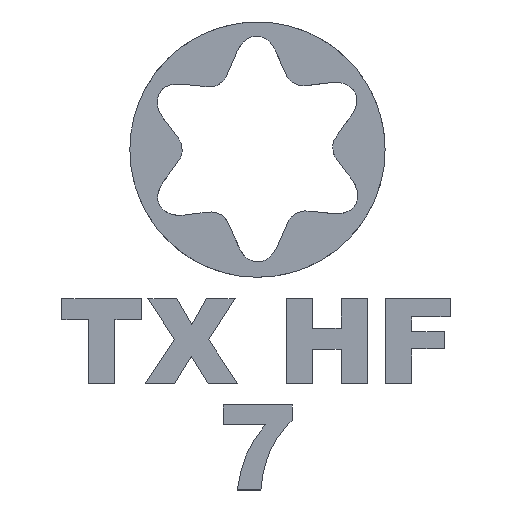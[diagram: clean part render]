
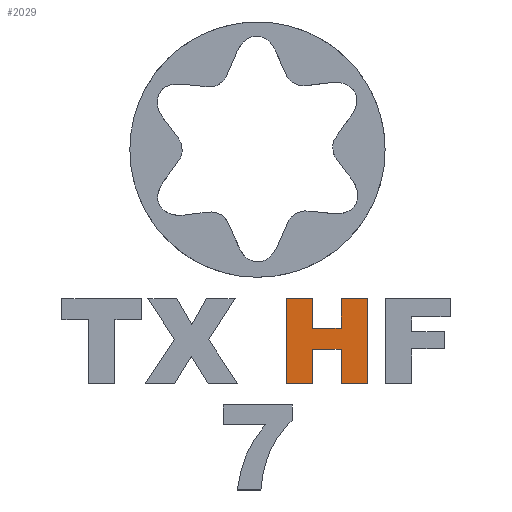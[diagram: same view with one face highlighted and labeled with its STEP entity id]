
A CAD part, top view. The second image highlights one B-rep face of the part: STEP entity #2029.
In plain terms, the highlighted planar face has unit normal (0, 0, 1).
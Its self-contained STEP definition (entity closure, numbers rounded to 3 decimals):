
#91=PLANE('',#2113);
#201=FACE_OUTER_BOUND('',#313,.T.);
#313=EDGE_LOOP('',(#1799,#1800,#1801,#1802,#1803,#1804,#1805,#1806,#1807,
#1808,#1809,#1810));
#461=LINE('',#3526,#665);
#465=LINE('',#3534,#669);
#468=LINE('',#3540,#672);
#471=LINE('',#3546,#675);
#474=LINE('',#3552,#678);
#477=LINE('',#3558,#681);
#480=LINE('',#3564,#684);
#483=LINE('',#3570,#687);
#486=LINE('',#3576,#690);
#489=LINE('',#3582,#693);
#492=LINE('',#3588,#696);
#495=LINE('',#3593,#699);
#665=VECTOR('',#2339,10.);
#669=VECTOR('',#2345,10.);
#672=VECTOR('',#2350,10.);
#675=VECTOR('',#2355,10.);
#678=VECTOR('',#2360,10.);
#681=VECTOR('',#2365,10.);
#684=VECTOR('',#2370,10.);
#687=VECTOR('',#2375,10.);
#690=VECTOR('',#2380,10.);
#693=VECTOR('',#2385,10.);
#696=VECTOR('',#2390,10.);
#699=VECTOR('',#2395,10.);
#965=VERTEX_POINT('',#3524);
#966=VERTEX_POINT('',#3525);
#969=VERTEX_POINT('',#3533);
#971=VERTEX_POINT('',#3539);
#973=VERTEX_POINT('',#3545);
#975=VERTEX_POINT('',#3551);
#977=VERTEX_POINT('',#3557);
#979=VERTEX_POINT('',#3563);
#981=VERTEX_POINT('',#3569);
#983=VERTEX_POINT('',#3575);
#985=VERTEX_POINT('',#3581);
#987=VERTEX_POINT('',#3587);
#1235=EDGE_CURVE('',#965,#966,#461,.T.);
#1239=EDGE_CURVE('',#969,#965,#465,.T.);
#1242=EDGE_CURVE('',#971,#969,#468,.T.);
#1245=EDGE_CURVE('',#973,#971,#471,.T.);
#1248=EDGE_CURVE('',#975,#973,#474,.T.);
#1251=EDGE_CURVE('',#977,#975,#477,.T.);
#1254=EDGE_CURVE('',#979,#977,#480,.T.);
#1257=EDGE_CURVE('',#981,#979,#483,.T.);
#1260=EDGE_CURVE('',#983,#981,#486,.T.);
#1263=EDGE_CURVE('',#985,#983,#489,.T.);
#1266=EDGE_CURVE('',#987,#985,#492,.T.);
#1269=EDGE_CURVE('',#966,#987,#495,.T.);
#1799=ORIENTED_EDGE('',*,*,#1269,.F.);
#1800=ORIENTED_EDGE('',*,*,#1235,.F.);
#1801=ORIENTED_EDGE('',*,*,#1239,.F.);
#1802=ORIENTED_EDGE('',*,*,#1242,.F.);
#1803=ORIENTED_EDGE('',*,*,#1245,.F.);
#1804=ORIENTED_EDGE('',*,*,#1248,.F.);
#1805=ORIENTED_EDGE('',*,*,#1251,.F.);
#1806=ORIENTED_EDGE('',*,*,#1254,.F.);
#1807=ORIENTED_EDGE('',*,*,#1257,.F.);
#1808=ORIENTED_EDGE('',*,*,#1260,.F.);
#1809=ORIENTED_EDGE('',*,*,#1263,.F.);
#1810=ORIENTED_EDGE('',*,*,#1266,.F.);
#2029=ADVANCED_FACE('',(#201),#91,.T.);
#2113=AXIS2_PLACEMENT_3D('',#3595,#2397,#2398);
#2339=DIRECTION('',(-1.,0.,0.));
#2345=DIRECTION('',(0.,-1.,0.));
#2350=DIRECTION('',(-1.,0.,0.));
#2355=DIRECTION('',(0.,1.,0.));
#2360=DIRECTION('',(-1.,0.,0.));
#2365=DIRECTION('',(0.,-1.,0.));
#2370=DIRECTION('',(1.,0.,0.));
#2375=DIRECTION('',(0.,1.,0.));
#2380=DIRECTION('',(1.,0.,0.));
#2385=DIRECTION('',(0.,-1.,0.));
#2390=DIRECTION('',(1.,0.,0.));
#2395=DIRECTION('',(0.,1.,0.));
#2397=DIRECTION('center_axis',(0.,0.,
1.));
#2398=DIRECTION('ref_axis',(-1.,0.,0.));
#3524=CARTESIAN_POINT('',(72.588,-194.001,0.));
#3525=CARTESIAN_POINT('',(71.352,-194.001,0.));
#3526=CARTESIAN_POINT('',(72.588,-194.001,0.));
#3533=CARTESIAN_POINT('',(72.588,-192.383,0.));
#3534=CARTESIAN_POINT('',(72.588,-192.383,0.));
#3539=CARTESIAN_POINT('',(73.939,-192.383,0.));
#3540=CARTESIAN_POINT('',(73.939,-192.383,0.));
#3545=CARTESIAN_POINT('',(73.939,-194.001,0.));
#3546=CARTESIAN_POINT('',(73.939,-194.001,0.));
#3551=CARTESIAN_POINT('',(75.18,-194.001,0.));
#3552=CARTESIAN_POINT('',(75.18,-194.001,0.));
#3557=CARTESIAN_POINT('',(75.18,-190.001,0.));
#3558=CARTESIAN_POINT('',(75.18,-190.001,0.));
#3563=CARTESIAN_POINT('',(73.939,-190.001,0.));
#3564=CARTESIAN_POINT('',(73.939,-190.001,0.));
#3569=CARTESIAN_POINT('',(73.939,-191.4,0.));
#3570=CARTESIAN_POINT('',(73.939,-191.4,0.));
#3575=CARTESIAN_POINT('',(72.588,-191.4,0.));
#3576=CARTESIAN_POINT('',(72.588,-191.4,0.));
#3581=CARTESIAN_POINT('',(72.588,-190.001,0.));
#3582=CARTESIAN_POINT('',(72.588,-190.001,0.));
#3587=CARTESIAN_POINT('',(71.352,-190.001,0.));
#3588=CARTESIAN_POINT('',(71.352,-190.001,0.));
#3593=CARTESIAN_POINT('',(71.352,-194.001,0.));
#3595=CARTESIAN_POINT('Origin',(73.266,-192.001,0.));
